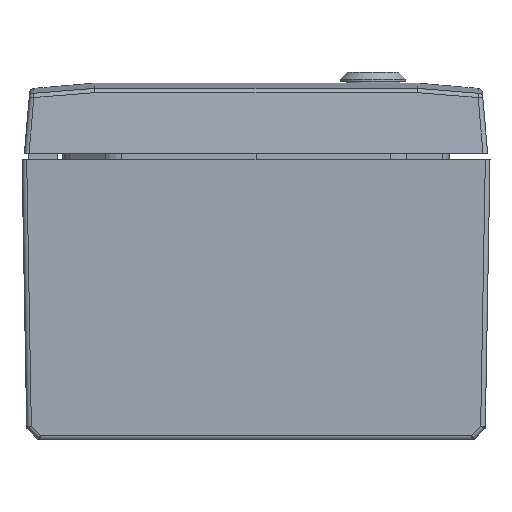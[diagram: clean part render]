
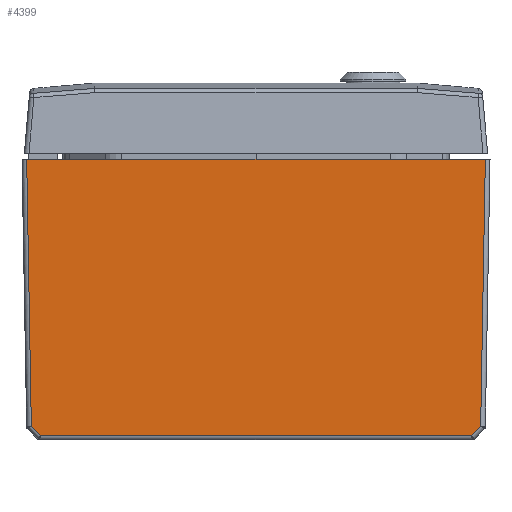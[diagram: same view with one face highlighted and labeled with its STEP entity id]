
A CAD part, front view. The second image highlights one B-rep face of the part: STEP entity #4399.
In plain terms, the highlighted planar face has unit normal (0, -1, -0.018).
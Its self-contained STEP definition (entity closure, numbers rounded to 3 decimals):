
#152 = DIRECTION ( 'NONE',  ( 1., 0., 0. ) ) ;
#2341 = CARTESIAN_POINT ( 'NONE',  ( 96.009, -148.008, -114.103 ) ) ;
#2531 = VERTEX_POINT ( 'NONE', #2341 ) ;
#3654 = AXIS2_PLACEMENT_3D ( 'NONE', #54658, #15963, #46455 ) ;
#4399 = ADVANCED_FACE ( 'NONE', ( #7488 ), #37437, .T. ) ;
#7488 = FACE_OUTER_BOUND ( 'NONE', #36360, .T. ) ;
#7878 = CARTESIAN_POINT ( 'NONE',  ( -96.009, -148.008, -114.103 ) ) ;
#9402 = CARTESIAN_POINT ( 'NONE',  ( -100., -147.94, -118.035 ) ) ;
#10251 = DIRECTION ( 'NONE',  ( 1., 0., 0. ) ) ;
#11382 = ORIENTED_EDGE ( 'NONE', *, *, #20060, .T. ) ;
#11514 = VERTEX_POINT ( 'NONE', #39035 ) ;
#12293 = DIRECTION ( 'NONE',  ( 0.017, 0.017, -1. ) ) ;
#14047 = ORIENTED_EDGE ( 'NONE', *, *, #32955, .T. ) ;
#14243 = VERTEX_POINT ( 'NONE', #37033 ) ;
#14310 = VERTEX_POINT ( 'NONE', #7878 ) ;
#14316 = VECTOR ( 'NONE', #152, 1000. ) ;
#15963 = DIRECTION ( 'NONE',  ( 0., -1., -0.017 ) ) ;
#16075 = EDGE_CURVE ( 'NONE', #2531, #44129, #20145, .T. ) ;
#17618 = LINE ( 'NONE', #9402, #22345 ) ;
#18797 = VECTOR ( 'NONE', #47211, 1000. ) ;
#20060 = EDGE_CURVE ( 'NONE', #14310, #14243, #42635, .T. ) ;
#20145 = LINE ( 'NONE', #32307, #48622 ) ;
#21159 = CARTESIAN_POINT ( 'NONE',  ( -155.064, -149.039, -55.048 ) ) ;
#21859 = EDGE_CURVE ( 'NONE', #14243, #30200, #17618, .T. ) ;
#22345 = VECTOR ( 'NONE', #10251, 1000. ) ;
#24014 = VECTOR ( 'NONE', #46589, 1000. ) ;
#29572 = VECTOR ( 'NONE', #12293, 1000. ) ;
#29973 = LINE ( 'NONE', #47481, #18797 ) ;
#30200 = VERTEX_POINT ( 'NONE', #49652 ) ;
#31050 = ORIENTED_EDGE ( 'NONE', *, *, #33857, .F. ) ;
#32307 = CARTESIAN_POINT ( 'NONE',  ( 97.94, -149.94, -3.454 ) ) ;
#32955 = EDGE_CURVE ( 'NONE', #11514, #14310, #33785, .T. ) ;
#33286 = EDGE_CURVE ( 'NONE', #30200, #2531, #29973, .T. ) ;
#33785 = LINE ( 'NONE', #42545, #29572 ) ;
#33857 = EDGE_CURVE ( 'NONE', #11514, #44129, #38561, .T. ) ;
#33987 = ORIENTED_EDGE ( 'NONE', *, *, #21859, .T. ) ;
#36360 = EDGE_LOOP ( 'NONE', ( #33987, #49496, #40976, #31050, #14047, #11382 ) ) ;
#37033 = CARTESIAN_POINT ( 'NONE',  ( -92.077, -147.94, -118.035 ) ) ;
#37437 = PLANE ( 'NONE',  #3654 ) ;
#38561 = LINE ( 'NONE', #51257, #14316 ) ;
#39035 = CARTESIAN_POINT ( 'NONE',  ( -98., -150., 0. ) ) ;
#40976 = ORIENTED_EDGE ( 'NONE', *, *, #16075, .T. ) ;
#42400 = CARTESIAN_POINT ( 'NONE',  ( 98., -150., 0. ) ) ;
#42545 = CARTESIAN_POINT ( 'NONE',  ( -98.001, -150.001, 0.035 ) ) ;
#42635 = LINE ( 'NONE', #21159, #24014 ) ;
#44129 = VERTEX_POINT ( 'NONE', #42400 ) ;
#46455 = DIRECTION ( 'NONE',  ( 0., 0.017, -1. ) ) ;
#46589 = DIRECTION ( 'NONE',  ( 0.707, 0.012, -0.707 ) ) ;
#47211 = DIRECTION ( 'NONE',  ( 0.707, -0.012, 0.707 ) ) ;
#47481 = CARTESIAN_POINT ( 'NONE',  ( 55.08, -147.294, -155.032 ) ) ;
#48622 = VECTOR ( 'NONE', #54605, 1000. ) ;
#49496 = ORIENTED_EDGE ( 'NONE', *, *, #33286, .T. ) ;
#49652 = CARTESIAN_POINT ( 'NONE',  ( 92.077, -147.94, -118.035 ) ) ;
#51257 = CARTESIAN_POINT ( 'NONE',  ( -100., -150., 0. ) ) ;
#54605 = DIRECTION ( 'NONE',  ( 0.017, -0.017, 1. ) ) ;
#54658 = CARTESIAN_POINT ( 'NONE',  ( -100., -150., 0. ) ) ;
